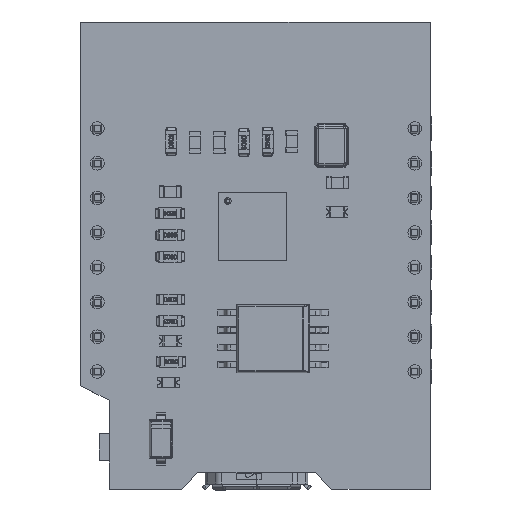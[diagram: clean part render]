
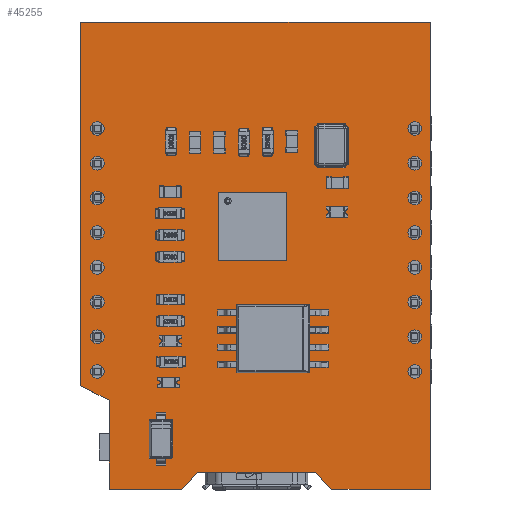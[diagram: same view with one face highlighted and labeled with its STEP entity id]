
A CAD part, top view. The second image highlights one B-rep face of the part: STEP entity #45255.
In plain terms, the highlighted face is planar.
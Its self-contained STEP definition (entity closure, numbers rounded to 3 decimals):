
#1391=FACE_BOUND('',#7981,.T.);
#1392=FACE_BOUND('',#7982,.T.);
#1393=FACE_BOUND('',#7983,.T.);
#1394=FACE_BOUND('',#7984,.T.);
#1395=FACE_BOUND('',#7985,.T.);
#1396=FACE_BOUND('',#7986,.T.);
#1397=FACE_BOUND('',#7987,.T.);
#1398=FACE_BOUND('',#7988,.T.);
#1399=FACE_BOUND('',#7989,.T.);
#1400=FACE_BOUND('',#7990,.T.);
#1401=FACE_BOUND('',#7991,.T.);
#1402=FACE_BOUND('',#7992,.T.);
#1403=FACE_BOUND('',#7993,.T.);
#1404=FACE_BOUND('',#7994,.T.);
#1405=FACE_BOUND('',#7995,.T.);
#1406=FACE_BOUND('',#7996,.T.);
#5275=FACE_OUTER_BOUND('',#7980,.T.);
#7980=EDGE_LOOP('',(#40911,#40912,#40913,#40914,#40915,#40916,#40917,#40918,
#40919,#40920));
#7981=EDGE_LOOP('',(#40921));
#7982=EDGE_LOOP('',(#40922));
#7983=EDGE_LOOP('',(#40923));
#7984=EDGE_LOOP('',(#40924));
#7985=EDGE_LOOP('',(#40925));
#7986=EDGE_LOOP('',(#40926));
#7987=EDGE_LOOP('',(#40927));
#7988=EDGE_LOOP('',(#40928));
#7989=EDGE_LOOP('',(#40929));
#7990=EDGE_LOOP('',(#40930));
#7991=EDGE_LOOP('',(#40931));
#7992=EDGE_LOOP('',(#40932));
#7993=EDGE_LOOP('',(#40933));
#7994=EDGE_LOOP('',(#40934));
#7995=EDGE_LOOP('',(#40935));
#7996=EDGE_LOOP('',(#40936));
#8869=CIRCLE('',#48866,0.5);
#8871=CIRCLE('',#48869,0.5);
#8873=CIRCLE('',#48872,0.5);
#8875=CIRCLE('',#48875,0.5);
#8877=CIRCLE('',#48878,0.5);
#8879=CIRCLE('',#48881,0.5);
#8881=CIRCLE('',#48884,0.5);
#8883=CIRCLE('',#48887,0.5);
#8885=CIRCLE('',#48890,0.5);
#8887=CIRCLE('',#48893,0.5);
#8889=CIRCLE('',#48896,0.5);
#8891=CIRCLE('',#48899,0.5);
#8893=CIRCLE('',#48902,0.5);
#8895=CIRCLE('',#48905,0.5);
#8897=CIRCLE('',#48908,0.5);
#8899=CIRCLE('',#48911,0.5);
#13528=LINE('',#87715,#18186);
#13532=LINE('',#87723,#18190);
#13535=LINE('',#87729,#18193);
#13538=LINE('',#87735,#18196);
#13541=LINE('',#87741,#18199);
#13544=LINE('',#87747,#18202);
#13547=LINE('',#87753,#18205);
#13550=LINE('',#87759,#18208);
#13553=LINE('',#87765,#18211);
#13556=LINE('',#87770,#18214);
#18186=VECTOR('',#60221,10.);
#18190=VECTOR('',#60227,10.);
#18193=VECTOR('',#60232,10.);
#18196=VECTOR('',#60237,10.);
#18199=VECTOR('',#60242,10.);
#18202=VECTOR('',#60247,10.);
#18205=VECTOR('',#60252,10.);
#18208=VECTOR('',#60257,10.);
#18211=VECTOR('',#60262,10.);
#18214=VECTOR('',#60267,10.);
#22125=VERTEX_POINT('',#87619);
#22127=VERTEX_POINT('',#87625);
#22129=VERTEX_POINT('',#87631);
#22131=VERTEX_POINT('',#87637);
#22133=VERTEX_POINT('',#87643);
#22135=VERTEX_POINT('',#87649);
#22137=VERTEX_POINT('',#87655);
#22139=VERTEX_POINT('',#87661);
#22141=VERTEX_POINT('',#87667);
#22143=VERTEX_POINT('',#87673);
#22145=VERTEX_POINT('',#87679);
#22147=VERTEX_POINT('',#87685);
#22149=VERTEX_POINT('',#87691);
#22151=VERTEX_POINT('',#87697);
#22153=VERTEX_POINT('',#87703);
#22155=VERTEX_POINT('',#87709);
#22156=VERTEX_POINT('',#87713);
#22157=VERTEX_POINT('',#87714);
#22160=VERTEX_POINT('',#87722);
#22162=VERTEX_POINT('',#87728);
#22164=VERTEX_POINT('',#87734);
#22166=VERTEX_POINT('',#87740);
#22168=VERTEX_POINT('',#87746);
#22170=VERTEX_POINT('',#87752);
#22172=VERTEX_POINT('',#87758);
#22174=VERTEX_POINT('',#87764);
#28359=EDGE_CURVE('',#22125,#22125,#8869,.T.);
#28362=EDGE_CURVE('',#22127,#22127,#8871,.T.);
#28365=EDGE_CURVE('',#22129,#22129,#8873,.T.);
#28368=EDGE_CURVE('',#22131,#22131,#8875,.T.);
#28371=EDGE_CURVE('',#22133,#22133,#8877,.T.);
#28374=EDGE_CURVE('',#22135,#22135,#8879,.T.);
#28377=EDGE_CURVE('',#22137,#22137,#8881,.T.);
#28380=EDGE_CURVE('',#22139,#22139,#8883,.T.);
#28383=EDGE_CURVE('',#22141,#22141,#8885,.T.);
#28386=EDGE_CURVE('',#22143,#22143,#8887,.T.);
#28389=EDGE_CURVE('',#22145,#22145,#8889,.T.);
#28392=EDGE_CURVE('',#22147,#22147,#8891,.T.);
#28395=EDGE_CURVE('',#22149,#22149,#8893,.T.);
#28398=EDGE_CURVE('',#22151,#22151,#8895,.T.);
#28401=EDGE_CURVE('',#22153,#22153,#8897,.T.);
#28404=EDGE_CURVE('',#22155,#22155,#8899,.T.);
#28405=EDGE_CURVE('',#22156,#22157,#13528,.T.);
#28409=EDGE_CURVE('',#22157,#22160,#13532,.T.);
#28412=EDGE_CURVE('',#22160,#22162,#13535,.T.);
#28415=EDGE_CURVE('',#22162,#22164,#13538,.T.);
#28418=EDGE_CURVE('',#22164,#22166,#13541,.T.);
#28421=EDGE_CURVE('',#22166,#22168,#13544,.T.);
#28424=EDGE_CURVE('',#22168,#22170,#13547,.T.);
#28427=EDGE_CURVE('',#22170,#22172,#13550,.T.);
#28430=EDGE_CURVE('',#22172,#22174,#13553,.T.);
#28433=EDGE_CURVE('',#22174,#22156,#13556,.T.);
#40911=ORIENTED_EDGE('',*,*,#28433,.T.);
#40912=ORIENTED_EDGE('',*,*,#28405,.T.);
#40913=ORIENTED_EDGE('',*,*,#28409,.T.);
#40914=ORIENTED_EDGE('',*,*,#28412,.T.);
#40915=ORIENTED_EDGE('',*,*,#28415,.T.);
#40916=ORIENTED_EDGE('',*,*,#28418,.T.);
#40917=ORIENTED_EDGE('',*,*,#28421,.T.);
#40918=ORIENTED_EDGE('',*,*,#28424,.T.);
#40919=ORIENTED_EDGE('',*,*,#28427,.T.);
#40920=ORIENTED_EDGE('',*,*,#28430,.T.);
#40921=ORIENTED_EDGE('',*,*,#28359,.T.);
#40922=ORIENTED_EDGE('',*,*,#28362,.T.);
#40923=ORIENTED_EDGE('',*,*,#28365,.T.);
#40924=ORIENTED_EDGE('',*,*,#28368,.T.);
#40925=ORIENTED_EDGE('',*,*,#28371,.T.);
#40926=ORIENTED_EDGE('',*,*,#28374,.T.);
#40927=ORIENTED_EDGE('',*,*,#28377,.T.);
#40928=ORIENTED_EDGE('',*,*,#28380,.T.);
#40929=ORIENTED_EDGE('',*,*,#28383,.T.);
#40930=ORIENTED_EDGE('',*,*,#28386,.T.);
#40931=ORIENTED_EDGE('',*,*,#28389,.T.);
#40932=ORIENTED_EDGE('',*,*,#28392,.T.);
#40933=ORIENTED_EDGE('',*,*,#28395,.T.);
#40934=ORIENTED_EDGE('',*,*,#28398,.T.);
#40935=ORIENTED_EDGE('',*,*,#28401,.T.);
#40936=ORIENTED_EDGE('',*,*,#28404,.T.);
#42646=PLANE('',#48923);
#45255=ADVANCED_FACE('',(#5275,#1391,#1392,#1393,#1394,#1395,#1396,#1397,
#1398,#1399,#1400,#1401,#1402,#1403,#1404,#1405,#1406),#42646,.F.);
#48866=AXIS2_PLACEMENT_3D('',#87621,#60112,#60113);
#48869=AXIS2_PLACEMENT_3D('',#87627,#60119,#60120);
#48872=AXIS2_PLACEMENT_3D('',#87633,#60126,#60127);
#48875=AXIS2_PLACEMENT_3D('',#87639,#60133,#60134);
#48878=AXIS2_PLACEMENT_3D('',#87645,#60140,#60141);
#48881=AXIS2_PLACEMENT_3D('',#87651,#60147,#60148);
#48884=AXIS2_PLACEMENT_3D('',#87657,#60154,#60155);
#48887=AXIS2_PLACEMENT_3D('',#87663,#60161,#60162);
#48890=AXIS2_PLACEMENT_3D('',#87669,#60168,#60169);
#48893=AXIS2_PLACEMENT_3D('',#87675,#60175,#60176);
#48896=AXIS2_PLACEMENT_3D('',#87681,#60182,#60183);
#48899=AXIS2_PLACEMENT_3D('',#87687,#60189,#60190);
#48902=AXIS2_PLACEMENT_3D('',#87693,#60196,#60197);
#48905=AXIS2_PLACEMENT_3D('',#87699,#60203,#60204);
#48908=AXIS2_PLACEMENT_3D('',#87705,#60210,#60211);
#48911=AXIS2_PLACEMENT_3D('',#87711,#60217,#60218);
#48923=AXIS2_PLACEMENT_3D('',#87773,#60271,#60272);
#60112=DIRECTION('center_axis',(0.,1.,0.));
#60113=DIRECTION('ref_axis',(-1.,0.,0.));
#60119=DIRECTION('center_axis',(0.,1.,0.));
#60120=DIRECTION('ref_axis',(-1.,0.,0.));
#60126=DIRECTION('center_axis',(0.,1.,0.));
#60127=DIRECTION('ref_axis',(-1.,0.,0.));
#60133=DIRECTION('center_axis',(0.,1.,0.));
#60134=DIRECTION('ref_axis',(-1.,0.,0.));
#60140=DIRECTION('center_axis',(0.,1.,0.));
#60141=DIRECTION('ref_axis',(-1.,0.,0.));
#60147=DIRECTION('center_axis',(0.,1.,0.));
#60148=DIRECTION('ref_axis',(-1.,0.,0.));
#60154=DIRECTION('center_axis',(0.,1.,0.));
#60155=DIRECTION('ref_axis',(-1.,0.,0.));
#60161=DIRECTION('center_axis',(0.,1.,0.));
#60162=DIRECTION('ref_axis',(-1.,0.,0.));
#60168=DIRECTION('center_axis',(0.,1.,0.));
#60169=DIRECTION('ref_axis',(-1.,0.,0.));
#60175=DIRECTION('center_axis',(0.,1.,0.));
#60176=DIRECTION('ref_axis',(-1.,0.,0.));
#60182=DIRECTION('center_axis',(0.,1.,0.));
#60183=DIRECTION('ref_axis',(-1.,0.,0.));
#60189=DIRECTION('center_axis',(0.,1.,0.));
#60190=DIRECTION('ref_axis',(-1.,0.,0.));
#60196=DIRECTION('center_axis',(0.,1.,0.));
#60197=DIRECTION('ref_axis',(-1.,0.,0.));
#60203=DIRECTION('center_axis',(0.,1.,0.));
#60204=DIRECTION('ref_axis',(-1.,0.,0.));
#60210=DIRECTION('center_axis',(0.,1.,0.));
#60211=DIRECTION('ref_axis',(-1.,0.,0.));
#60217=DIRECTION('center_axis',(0.,1.,0.));
#60218=DIRECTION('ref_axis',(-1.,0.,0.));
#60221=DIRECTION('',(-1.,0.,0.));
#60227=DIRECTION('',(0.,0.,-1.));
#60232=DIRECTION('',(1.,0.,0.));
#60237=DIRECTION('',(0.,0.,1.));
#60242=DIRECTION('',(-0.889,0.,0.458));
#60247=DIRECTION('',(0.,0.,1.));
#60252=DIRECTION('',(-1.,0.,0.));
#60257=DIRECTION('',(-0.707,0.,-0.707));
#60262=DIRECTION('',(-1.,0.,0.));
#60267=DIRECTION('',(-0.707,0.,0.708));
#60271=DIRECTION('center_axis',(0.,1.,0.));
#60272=DIRECTION('ref_axis',(1.,0.,0.));
#87619=CARTESIAN_POINT('',(1.638,0.,-18.781));
#87621=CARTESIAN_POINT('Origin',(1.138,0.,-18.781));
#87625=CARTESIAN_POINT('',(1.638,0.,-8.621));
#87627=CARTESIAN_POINT('Origin',(1.138,0.,-8.621));
#87631=CARTESIAN_POINT('',(24.876,0.,-16.241));
#87633=CARTESIAN_POINT('Origin',(24.376,0.,-16.241));
#87637=CARTESIAN_POINT('',(1.638,0.,-26.401));
#87639=CARTESIAN_POINT('Origin',(1.138,0.,-26.401));
#87643=CARTESIAN_POINT('',(24.876,0.,-23.861));
#87645=CARTESIAN_POINT('Origin',(24.376,0.,-23.861));
#87649=CARTESIAN_POINT('',(24.876,0.,-13.701));
#87651=CARTESIAN_POINT('Origin',(24.376,0.,-13.701));
#87655=CARTESIAN_POINT('',(1.638,0.,-11.161));
#87657=CARTESIAN_POINT('Origin',(1.138,0.,-11.161));
#87661=CARTESIAN_POINT('',(1.638,0.,-21.321));
#87663=CARTESIAN_POINT('Origin',(1.138,0.,-21.321));
#87667=CARTESIAN_POINT('',(1.638,0.,-16.241));
#87669=CARTESIAN_POINT('Origin',(1.138,0.,-16.241));
#87673=CARTESIAN_POINT('',(24.876,0.,-8.621));
#87675=CARTESIAN_POINT('Origin',(24.376,0.,-8.621));
#87679=CARTESIAN_POINT('',(24.876,0.,-18.781));
#87681=CARTESIAN_POINT('Origin',(24.376,0.,-18.781));
#87685=CARTESIAN_POINT('',(24.876,0.,-26.401));
#87687=CARTESIAN_POINT('Origin',(24.376,0.,-26.401));
#87691=CARTESIAN_POINT('',(24.876,0.,-21.321));
#87693=CARTESIAN_POINT('Origin',(24.376,0.,-21.321));
#87697=CARTESIAN_POINT('',(24.876,0.,-11.161));
#87699=CARTESIAN_POINT('Origin',(24.376,0.,-11.161));
#87703=CARTESIAN_POINT('',(1.638,0.,-13.701));
#87705=CARTESIAN_POINT('Origin',(1.138,0.,-13.701));
#87709=CARTESIAN_POINT('',(1.638,0.,-23.861));
#87711=CARTESIAN_POINT('Origin',(1.138,0.,-23.861));
#87713=CARTESIAN_POINT('',(7.2,0.,0.));
#87714=CARTESIAN_POINT('',(0.,0.,0.));
#87715=CARTESIAN_POINT('',(7.2,0.,0.));
#87722=CARTESIAN_POINT('',(0.,0.,-34.2));
#87723=CARTESIAN_POINT('',(0.,0.,0.));
#87728=CARTESIAN_POINT('',(25.6,0.,-34.2));
#87729=CARTESIAN_POINT('',(0.,0.,-34.2));
#87734=CARTESIAN_POINT('',(25.6,0.,-7.583));
#87735=CARTESIAN_POINT('',(25.6,0.,-34.2));
#87740=CARTESIAN_POINT('',(23.5,0.,-6.5));
#87741=CARTESIAN_POINT('',(25.6,0.,-7.583));
#87746=CARTESIAN_POINT('',(23.5,0.,0.));
#87747=CARTESIAN_POINT('',(23.5,0.,-6.5));
#87752=CARTESIAN_POINT('',(18.225,0.,0.));
#87753=CARTESIAN_POINT('',(23.5,0.,0.));
#87758=CARTESIAN_POINT('',(17.023,0.,-1.201));
#87759=CARTESIAN_POINT('',(18.225,0.,0.));
#87764=CARTESIAN_POINT('',(8.4,0.,-1.201));
#87765=CARTESIAN_POINT('',(17.023,0.,-1.201));
#87770=CARTESIAN_POINT('',(8.4,0.,-1.201));
#87773=CARTESIAN_POINT('Origin',(12.8,0.,-17.1));
